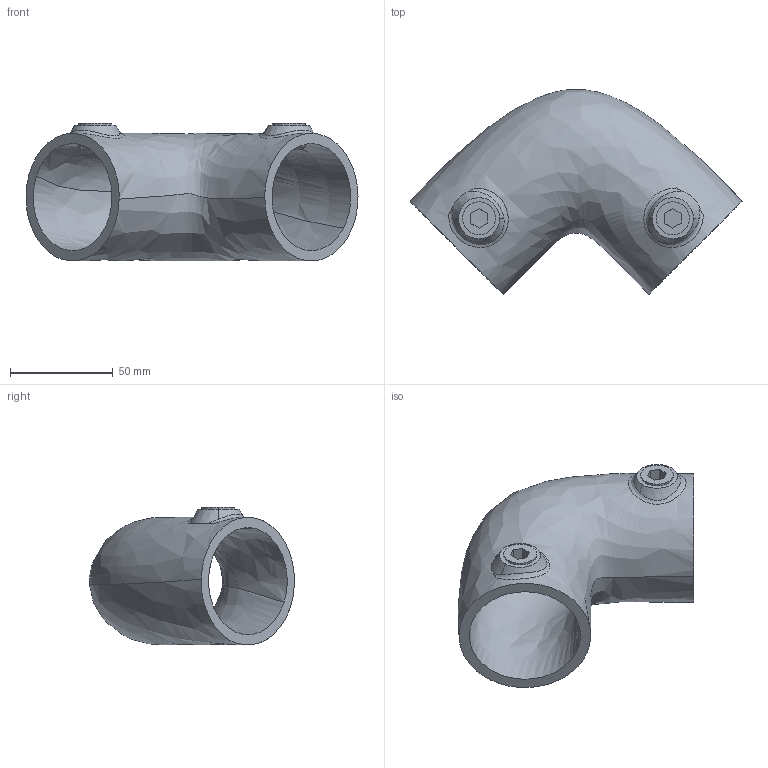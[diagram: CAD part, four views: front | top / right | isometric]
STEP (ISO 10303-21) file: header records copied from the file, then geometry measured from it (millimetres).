
FILE_DESCRIPTION (( 'STEP AP203' ), '1' );
FILE_NAME ('0521220000.STEP', '2026-03-11T08:51:30', ( '' ), ( '' ), 'SwSTEP 2.0', 'SolidWorks 2022', '' );
FILE_SCHEMA (( 'CONFIG_CONTROL_DESIGN' ));
Length unit declared in the file: millimetre
Products named in the file (3): 101170-+-Gewindemuffe_PDB_101170; 0521220000; 101337-+-Übergangsstück-Handlauf_PDB_101337
Assembly tree (3 placements, depth 2):
  0521220000
    101337-+-Übergangsstück-Handlauf_PDB_101337
    101170-+-Gewindemuffe_PDB_101170  x2
Bounding box: 161.21 x 99.5 x 67 mm (x, y, z)
Volume: 139280.7 mm3; surface area: 58879.2 mm2
Topology: 3 solids, 3 shells, 48 faces, 116 edges, 76 vertices
Faces by surface type: plane 22, cone 12, cylinder 8, bspline 6
Entity records: 11084 total; most frequent: CARTESIAN_POINT 10021, ORIENTED_EDGE 164, DIRECTION 130, EDGE_CURVE 82, VERTEX_POINT 54, AXIS2_PLACEMENT_3D 52, EDGE_LOOP 44, FACE_OUTER_BOUND 34
